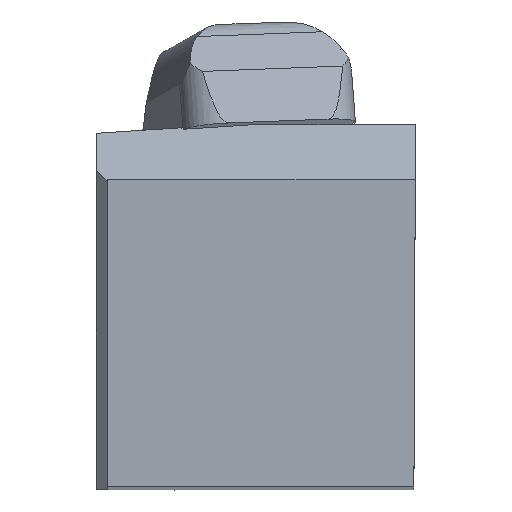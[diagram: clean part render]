
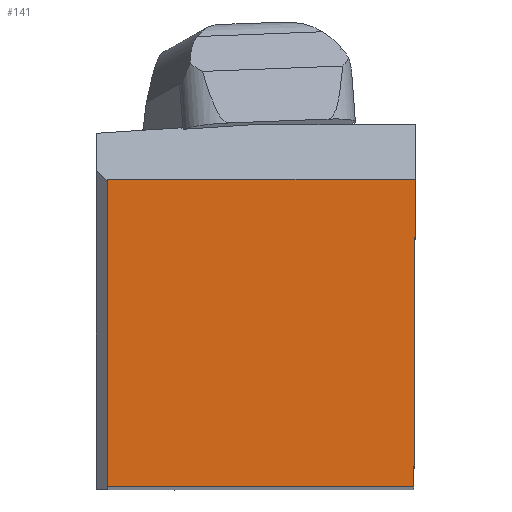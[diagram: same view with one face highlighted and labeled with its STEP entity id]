
A CAD part, top view. The second image highlights one B-rep face of the part: STEP entity #141.
In plain terms, the highlighted planar face has unit normal (0, 0, 1).
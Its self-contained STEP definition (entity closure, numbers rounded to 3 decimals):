
#141=ADVANCED_FACE('BLANK_BOXF006',(#251),#200,.F.);
#200=PLANE('',#1381);
#251=FACE_OUTER_BOUND('',#314,.T.);
#314=EDGE_LOOP('',(#472,#473,#474,#475));
#472=ORIENTED_EDGE('',*,*,#906,.F.);
#473=ORIENTED_EDGE('',*,*,#902,.F.);
#474=ORIENTED_EDGE('',*,*,#897,.F.);
#475=ORIENTED_EDGE('',*,*,#907,.F.);
#771=VERTEX_POINT('',#1984);
#772=VERTEX_POINT('',#1986);
#775=VERTEX_POINT('',#1995);
#778=VERTEX_POINT('',#2003);
#897=EDGE_CURVE('',#771,#772,#1060,.T.);
#902=EDGE_CURVE('',#772,#775,#1065,.T.);
#906=EDGE_CURVE('',#775,#778,#1069,.T.);
#907=EDGE_CURVE('',#778,#771,#1070,.T.);
#1060=LINE('',#1985,#1192);
#1065=LINE('',#1994,#1197);
#1069=LINE('',#2002,#1201);
#1070=LINE('',#2004,#1202);
#1192=VECTOR('',#1559,1.);
#1197=VECTOR('',#1566,1.);
#1201=VECTOR('',#1572,1.);
#1202=VECTOR('',#1573,1.);
#1381=AXIS2_PLACEMENT_3D('',#2005,#1574,#1575);
#1559=DIRECTION('',(-0.004,-1.,0.));
#1566=DIRECTION('',(-1.,0.,0.));
#1572=DIRECTION('',(0.,1.,0.));
#1573=DIRECTION('',(1.,0.,0.));
#1574=DIRECTION('',(0.,0.,-1.));
#1575=DIRECTION('',(-1.,0.,0.));
#1984=CARTESIAN_POINT('',(0.,24.875,0.));
#1985=CARTESIAN_POINT('',(0.604,163.348,0.));
#1986=CARTESIAN_POINT('',(-0.109,0.,0.));
#1994=CARTESIAN_POINT('',(163.35,0.,0.));
#1995=CARTESIAN_POINT('',(-24.875,0.,0.));
#2002=CARTESIAN_POINT('',(-24.875,-163.35,0.));
#2003=CARTESIAN_POINT('',(-24.875,24.875,0.));
#2004=CARTESIAN_POINT('',(-163.35,24.875,0.));
#2005=CARTESIAN_POINT('',(-34.35,-5.,0.));
